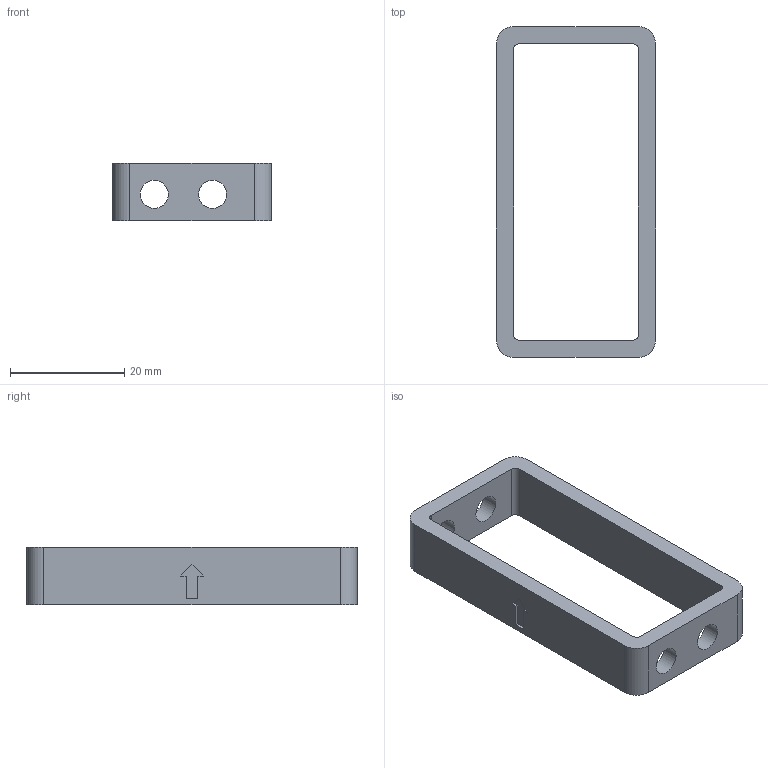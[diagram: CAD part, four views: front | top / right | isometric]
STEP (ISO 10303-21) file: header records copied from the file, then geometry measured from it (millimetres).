
FILE_DESCRIPTION(('FreeCAD Model'),'2;1');
FILE_NAME('icebot-frame.step', '2018-03-30T11:46:49',(''),(''),'Open CASCADE STEP processor 7.1', 'FreeCAD','Unknown');
FILE_SCHEMA(('AUTOMOTIVE_DESIGN { 1 0 10303 214 1 1 1 1 }'));
Length unit declared in the file: millimetre
Products named in the file (1): front
Bounding box: 27.8 x 57.8 x 10 mm (x, y, z)
Volume: 4475 mm3; surface area: 4099.5 mm2
Topology: 1 solids, 1 shells, 30 faces, 81 edges, 54 vertices
Faces by surface type: plane 18, cylinder 12
Full cylindrical faces by diameter (mm): 4.9 x4
Entity records: 2085 total; most frequent: CARTESIAN_POINT 412, DIRECTION 315, LINE 195, VECTOR 195, ORIENTED_EDGE 162, PCURVE 162, DEFINITIONAL_REPRESENTATION 162, EDGE_CURVE 81
